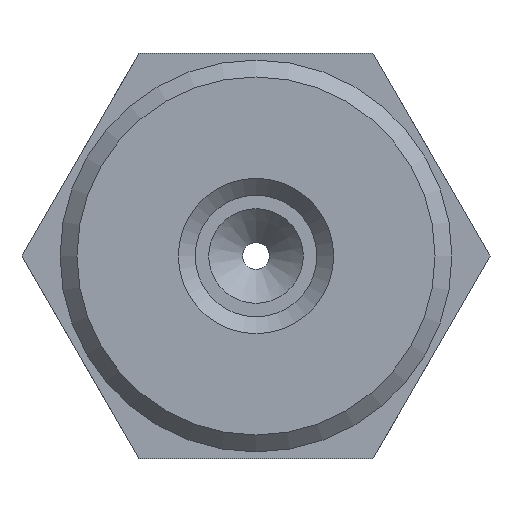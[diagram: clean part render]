
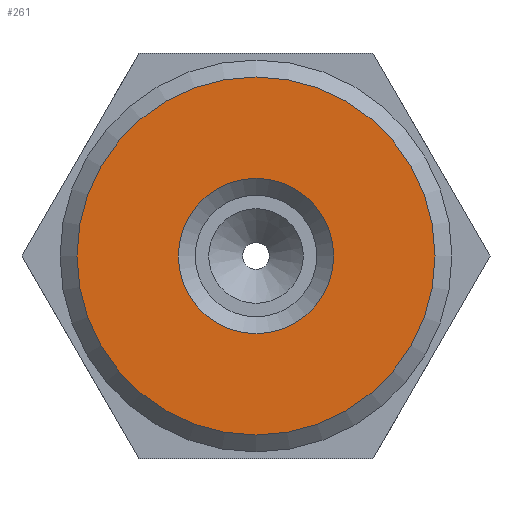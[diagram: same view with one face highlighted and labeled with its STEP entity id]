
A CAD part, left-side view. The second image highlights one B-rep face of the part: STEP entity #261.
In plain terms, the highlighted planar face has unit normal (-1, 0, 0).
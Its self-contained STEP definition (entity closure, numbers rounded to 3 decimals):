
#24=FACE_BOUND('',#57,.T.);
#28=PLANE('',#304);
#39=FACE_OUTER_BOUND('',#56,.T.);
#56=EDGE_LOOP('',(#189));
#57=EDGE_LOOP('',(#190));
#114=CIRCLE('',#301,1.15);
#117=CIRCLE('',#305,2.65);
#125=VERTEX_POINT('',#407);
#128=VERTEX_POINT('',#415);
#148=EDGE_CURVE('',#125,#125,#114,.T.);
#152=EDGE_CURVE('',#128,#128,#117,.T.);
#189=ORIENTED_EDGE('',*,*,#152,.F.);
#190=ORIENTED_EDGE('',*,*,#148,.F.);
#261=ADVANCED_FACE('',(#39,#24),#28,.T.);
#301=AXIS2_PLACEMENT_3D('',#408,#332,#333);
#304=AXIS2_PLACEMENT_3D('',#414,#339,#340);
#305=AXIS2_PLACEMENT_3D('',#416,#341,#342);
#332=DIRECTION('center_axis',(-1.,0.,0.));
#333=DIRECTION('ref_axis',(0.,0.,-1.));
#339=DIRECTION('center_axis',(-1.,0.,0.));
#340=DIRECTION('ref_axis',(0.,0.,1.));
#341=DIRECTION('center_axis',(1.,0.,0.));
#342=DIRECTION('ref_axis',(0.,0.,-1.));
#407=CARTESIAN_POINT('',(-6.5,0.,1.15));
#408=CARTESIAN_POINT('Origin',(-6.5,0.,0.));
#414=CARTESIAN_POINT('Origin',(-6.5,0.,0.));
#415=CARTESIAN_POINT('',(-6.5,0.,2.65));
#416=CARTESIAN_POINT('Origin',(-6.5,0.,0.));
